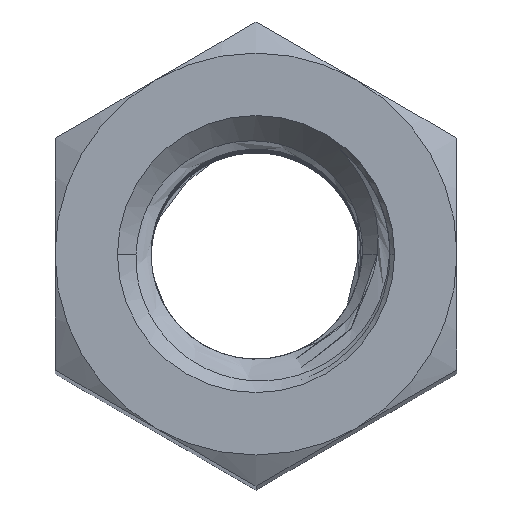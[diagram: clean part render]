
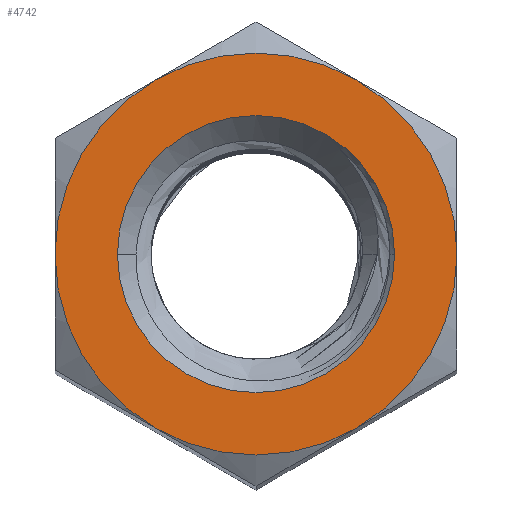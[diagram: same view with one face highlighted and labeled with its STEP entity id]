
A CAD part, top view. The second image highlights one B-rep face of the part: STEP entity #4742.
In plain terms, the highlighted planar face has unit normal (0, 0, 1).
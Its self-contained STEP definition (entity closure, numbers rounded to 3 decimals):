
#840 = AXIS2_PLACEMENT_3D ( 'NONE', #4093, #3889, #3874 ) ;
#848 = AXIS2_PLACEMENT_3D ( 'NONE', #5963, #6110, #6113 ) ;
#852 = AXIS2_PLACEMENT_3D ( 'NONE', #5876, #6015, #5936 ) ;
#858 = EDGE_CURVE ( 'NONE', #5801, #6070, #9185, .T. ) ;
#872 = EDGE_CURVE ( 'NONE', #5855, #6089, #9187, .T. ) ;
#877 = AXIS2_PLACEMENT_3D ( 'NONE', #7271, #7268, #7267 ) ;
#879 = EDGE_CURVE ( 'NONE', #6070, #5804, #9191, .T. ) ;
#1250 = CARTESIAN_POINT ( 'NONE',  ( 0., 0., 12.5 ) ) ;
#1252 = DIRECTION ( 'NONE',  ( 0., 0., -1. ) ) ;
#1253 = DIRECTION ( 'NONE',  ( -1., 0., 0. ) ) ;
#2467 = CARTESIAN_POINT ( 'NONE',  ( 0., 0., 12.5 ) ) ;
#2469 = DIRECTION ( 'NONE',  ( 0., 0., -1. ) ) ;
#2470 = DIRECTION ( 'NONE',  ( -1., 0., 0. ) ) ;
#2730 = ORIENTED_EDGE ( 'NONE', *, *, #10404, .F. ) ;
#2732 = ORIENTED_EDGE ( 'NONE', *, *, #10196, .F. ) ;
#2734 = ORIENTED_EDGE ( 'NONE', *, *, #10199, .F. ) ;
#2736 = ORIENTED_EDGE ( 'NONE', *, *, #879, .F. ) ;
#2739 = ORIENTED_EDGE ( 'NONE', *, *, #858, .F. ) ;
#2741 = ORIENTED_EDGE ( 'NONE', *, *, #10211, .F. ) ;
#2743 = ORIENTED_EDGE ( 'NONE', *, *, #10089, .T. ) ;
#2745 = ORIENTED_EDGE ( 'NONE', *, *, #872, .T. ) ;
#3495 = DIRECTION ( 'NONE',  ( -1., 0., 0. ) ) ;
#3496 = DIRECTION ( 'NONE',  ( 0., 0., -1. ) ) ;
#3498 = CARTESIAN_POINT ( 'NONE',  ( 0., 0., 12.5 ) ) ;
#3517 = DIRECTION ( 'NONE',  ( -1., 0., 0. ) ) ;
#3518 = DIRECTION ( 'NONE',  ( 0., 0., -1. ) ) ;
#3520 = CARTESIAN_POINT ( 'NONE',  ( 0., 0., 12.5 ) ) ;
#3874 = DIRECTION ( 'NONE',  ( -1., 0., 0. ) ) ;
#3889 = DIRECTION ( 'NONE',  ( 0., 0., -1. ) ) ;
#4093 = CARTESIAN_POINT ( 'NONE',  ( 0., 0., 12.5 ) ) ;
#4348 = CIRCLE ( 'NONE', #8829, 2.25 ) ;
#4742 = ADVANCED_FACE ( 'NONE', ( #9184, #9196 ), #7270, .T. ) ;
#5801 = VERTEX_POINT ( 'NONE', #9600 ) ;
#5804 = VERTEX_POINT ( 'NONE', #9597 ) ;
#5814 = VERTEX_POINT ( 'NONE', #9585 ) ;
#5839 = VERTEX_POINT ( 'NONE', #8684 ) ;
#5855 = VERTEX_POINT ( 'NONE', #8668 ) ;
#5876 = CARTESIAN_POINT ( 'NONE',  ( 0., 0., 12.5 ) ) ;
#5936 = DIRECTION ( 'NONE',  ( -1., 0., 0. ) ) ;
#5963 = CARTESIAN_POINT ( 'NONE',  ( 0., 0., 12.5 ) ) ;
#6015 = DIRECTION ( 'NONE',  ( 0., 0., -1. ) ) ;
#6035 = VERTEX_POINT ( 'NONE', #8186 ) ;
#6070 = VERTEX_POINT ( 'NONE', #6201 ) ;
#6089 = VERTEX_POINT ( 'NONE', #6185 ) ;
#6110 = DIRECTION ( 'NONE',  ( 0., 0., -1. ) ) ;
#6113 = DIRECTION ( 'NONE',  ( -1., 0., 0. ) ) ;
#6143 = DIRECTION ( 'NONE',  ( -1., 0., 0. ) ) ;
#6146 = CARTESIAN_POINT ( 'NONE',  ( 0., 0., 12.5 ) ) ;
#6147 = DIRECTION ( 'NONE',  ( 0., 0., -1. ) ) ;
#6185 = CARTESIAN_POINT ( 'NONE',  ( -1.551, 0., 12.5 ) ) ;
#6201 = CARTESIAN_POINT ( 'NONE',  ( -2.25, 0., 12.5 ) ) ;
#7267 = DIRECTION ( 'NONE',  ( 1., 0., 0. ) ) ;
#7268 = DIRECTION ( 'NONE',  ( 0., 0., 1. ) ) ;
#7270 = PLANE ( 'NONE',  #877 ) ;
#7271 = CARTESIAN_POINT ( 'NONE',  ( 0., 2.598, 12.5 ) ) ;
#8186 = CARTESIAN_POINT ( 'NONE',  ( 1.125, -1.949, 12.5 ) ) ;
#8668 = CARTESIAN_POINT ( 'NONE',  ( 1.551, 0., 12.5 ) ) ;
#8684 = CARTESIAN_POINT ( 'NONE',  ( 2.25, 0., 12.5 ) ) ;
#8819 = AXIS2_PLACEMENT_3D ( 'NONE', #6146, #6147, #6143 ) ;
#8820 = AXIS2_PLACEMENT_3D ( 'NONE', #3520, #3518, #3517 ) ;
#8821 = AXIS2_PLACEMENT_3D ( 'NONE', #3498, #3496, #3495 ) ;
#8822 = AXIS2_PLACEMENT_3D ( 'NONE', #1250, #1252, #1253 ) ;
#8829 = AXIS2_PLACEMENT_3D ( 'NONE', #2467, #2469, #2470 ) ;
#9058 = EDGE_LOOP ( 'NONE', ( #2730, #2732, #2734, #2736, #2739, #2741 ) ) ;
#9104 = EDGE_LOOP ( 'NONE', ( #2743, #2745 ) ) ;
#9184 = FACE_OUTER_BOUND ( 'NONE', #9058, .T. ) ;
#9185 = CIRCLE ( 'NONE', #852, 2.25 ) ;
#9187 = CIRCLE ( 'NONE', #848, 1.551 ) ;
#9191 = CIRCLE ( 'NONE', #840, 2.25 ) ;
#9196 = FACE_BOUND ( 'NONE', #9104, .T. ) ;
#9446 = CIRCLE ( 'NONE', #8819, 1.551 ) ;
#9519 = CIRCLE ( 'NONE', #8820, 2.25 ) ;
#9523 = CIRCLE ( 'NONE', #8821, 2.25 ) ;
#9526 = CIRCLE ( 'NONE', #8822, 2.25 ) ;
#9585 = CARTESIAN_POINT ( 'NONE',  ( 1.125, 1.949, 12.5 ) ) ;
#9597 = CARTESIAN_POINT ( 'NONE',  ( -1.125, 1.949, 12.5 ) ) ;
#9600 = CARTESIAN_POINT ( 'NONE',  ( -1.125, -1.949, 12.5 ) ) ;
#10089 = EDGE_CURVE ( 'NONE', #6089, #5855, #9446, .T. ) ;
#10196 = EDGE_CURVE ( 'NONE', #5814, #5839, #9519, .T. ) ;
#10199 = EDGE_CURVE ( 'NONE', #5804, #5814, #9523, .T. ) ;
#10211 = EDGE_CURVE ( 'NONE', #6035, #5801, #9526, .T. ) ;
#10404 = EDGE_CURVE ( 'NONE', #5839, #6035, #4348, .T. ) ;
